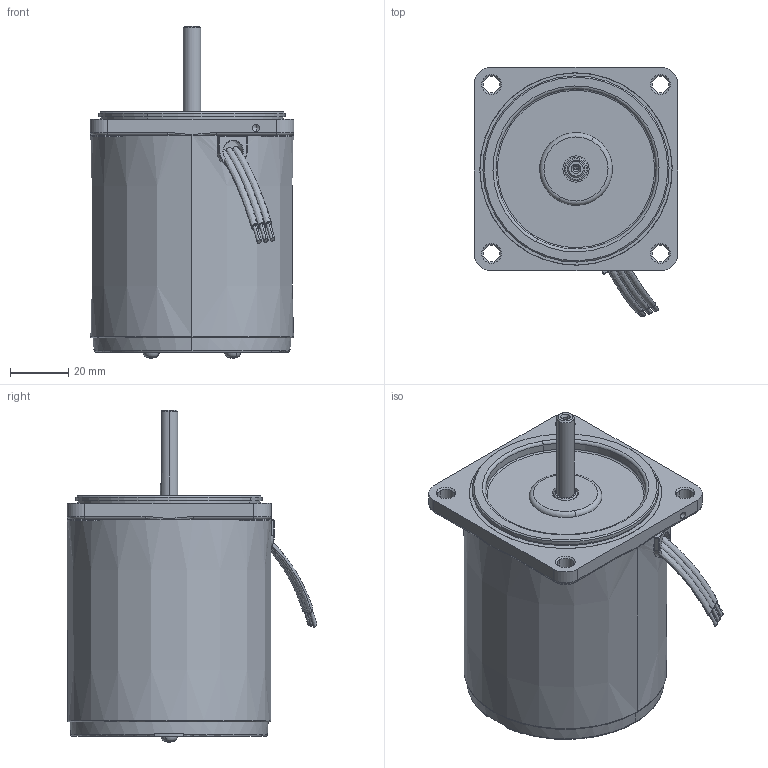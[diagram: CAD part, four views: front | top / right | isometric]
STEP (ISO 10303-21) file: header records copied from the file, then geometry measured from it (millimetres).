
FILE_DESCRIPTION (( 'STEP AP203' ), '1' );
FILE_NAME ('3RK15A-¡¼-5C130¡¼0000Z0.STEP', '2018-01-02T02:38:57', ( '' ), ( '' ), 'SwSTEP 2.0', 'SolidWorks 2010', '' );
FILE_SCHEMA (( 'CONFIG_CONTROL_DESIGN' ));
Length unit declared in the file: millimetre
Products named in the file (8): 彈簧壓板M3φ36x1t_Default; 丸頭十字螺絲M3x6_B18.6.7M - M3 x 0.5 x 8 Type I Cross Recessed PHMS --8C; C364_車工(成品); 3RK15A-〖-5C130〖0000Z0; 15A_0.成品; 線扣; 出口線-3條; M315-RK_3.鑽孔
Assembly tree (8 placements, depth 2):
  3RK15A-〖-5C130〖0000Z0
    線扣
    丸頭十字螺絲M3x6_B18.6.7M - M3 x 0.5 x 8 Type I Cross Recessed PHMS --8C  x2
    15A_0.成品
    彈簧壓板M3φ36x1t_Default
    M315-RK_3.鑽孔
    出口線-3條
    C364_車工(成品)
Bounding box: 70 x 85.72 x 113.96 mm (x, y, z)
Volume: 313537.6 mm3; surface area: 41899.6 mm2
Topology: 10 solids, 10 shells, 323 faces, 767 edges, 474 vertices
Faces by surface type: plane 110, cylinder 103, cone 45, torus 41, bspline 16, sphere 8
Entity records: 10853 total; most frequent: CARTESIAN_POINT 3073, DIRECTION 1588, ORIENTED_EDGE 1370, EDGE_CURVE 685, AXIS2_PLACEMENT_3D 673, VERTEX_POINT 426, CIRCLE 384, EDGE_LOOP 335
